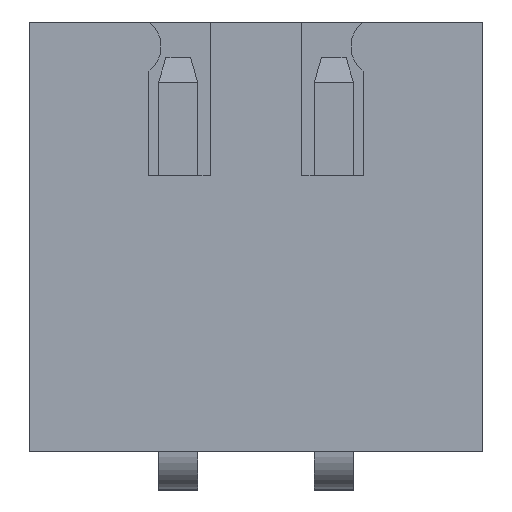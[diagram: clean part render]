
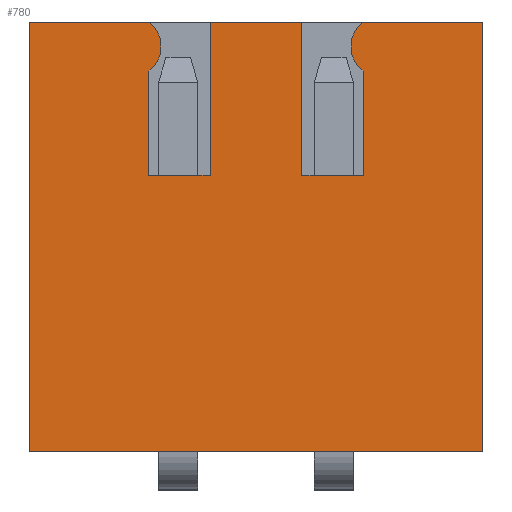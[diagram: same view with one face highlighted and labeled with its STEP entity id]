
A CAD part, top view. The second image highlights one B-rep face of the part: STEP entity #780.
In plain terms, the highlighted planar face has unit normal (0, 0, 1).
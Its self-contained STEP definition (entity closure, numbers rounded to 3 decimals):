
#240 = VERTEX_POINT('',#241);
#241 = CARTESIAN_POINT('',(1.75,7.3,5.75));
#247 = EDGE_CURVE('',#248,#240,#250,.T.);
#248 = VERTEX_POINT('',#249);
#249 = CARTESIAN_POINT('',(3.7,7.3,5.75));
#250 = LINE('',#251,#252);
#251 = CARTESIAN_POINT('',(-1.6,7.3,5.75));
#252 = VECTOR('',#253,1.);
#253 = DIRECTION('',(-1.,0.,0.));
#278 = EDGE_CURVE('',#240,#279,#281,.T.);
#279 = VERTEX_POINT('',#280);
#280 = CARTESIAN_POINT('',(1.75,6.5,5.75));
#281 = CIRCLE('',#282,0.5);
#282 = AXIS2_PLACEMENT_3D('',#283,#284,#285);
#283 = CARTESIAN_POINT('',(2.05,6.9,5.75));
#284 = DIRECTION('',(0.,0.,1.));
#285 = DIRECTION('',(1.,0.,0.));
#303 = EDGE_CURVE('',#304,#279,#306,.T.);
#304 = VERTEX_POINT('',#305);
#305 = CARTESIAN_POINT('',(1.75,4.8,5.75));
#306 = LINE('',#307,#308);
#307 = CARTESIAN_POINT('',(1.75,4.8,5.75));
#308 = VECTOR('',#309,1.);
#309 = DIRECTION('',(0.,1.,0.));
#327 = EDGE_CURVE('',#328,#304,#330,.T.);
#328 = VERTEX_POINT('',#329);
#329 = CARTESIAN_POINT('',(0.75,4.8,5.75));
#330 = LINE('',#331,#332);
#331 = CARTESIAN_POINT('',(0.75,4.8,5.75));
#332 = VECTOR('',#333,1.);
#333 = DIRECTION('',(1.,0.,0.));
#351 = EDGE_CURVE('',#352,#328,#354,.T.);
#352 = VERTEX_POINT('',#353);
#353 = CARTESIAN_POINT('',(0.75,7.3,5.75));
#354 = LINE('',#355,#356);
#355 = CARTESIAN_POINT('',(0.75,7.3,5.75));
#356 = VECTOR('',#357,1.);
#357 = DIRECTION('',(0.,-1.,0.));
#377 = VERTEX_POINT('',#378);
#378 = CARTESIAN_POINT('',(-0.75,7.3,5.75));
#384 = EDGE_CURVE('',#352,#377,#385,.T.);
#385 = LINE('',#386,#387);
#386 = CARTESIAN_POINT('',(-1.6,7.3,5.75));
#387 = VECTOR('',#388,1.);
#388 = DIRECTION('',(-1.,0.,0.));
#399 = EDGE_CURVE('',#400,#377,#402,.T.);
#400 = VERTEX_POINT('',#401);
#401 = CARTESIAN_POINT('',(-0.75,4.8,5.75));
#402 = LINE('',#403,#404);
#403 = CARTESIAN_POINT('',(-0.75,4.8,5.75));
#404 = VECTOR('',#405,1.);
#405 = DIRECTION('',(0.,1.,0.));
#423 = EDGE_CURVE('',#424,#400,#426,.T.);
#424 = VERTEX_POINT('',#425);
#425 = CARTESIAN_POINT('',(-1.75,4.8,5.75));
#426 = LINE('',#427,#428);
#427 = CARTESIAN_POINT('',(-1.75,4.8,5.75));
#428 = VECTOR('',#429,1.);
#429 = DIRECTION('',(1.,0.,0.));
#447 = EDGE_CURVE('',#424,#448,#450,.T.);
#448 = VERTEX_POINT('',#449);
#449 = CARTESIAN_POINT('',(-1.75,6.5,5.75));
#450 = LINE('',#451,#452);
#451 = CARTESIAN_POINT('',(-1.75,4.8,5.75));
#452 = VECTOR('',#453,1.);
#453 = DIRECTION('',(0.,1.,0.));
#471 = EDGE_CURVE('',#448,#472,#474,.T.);
#472 = VERTEX_POINT('',#473);
#473 = CARTESIAN_POINT('',(-1.75,7.3,5.75));
#474 = CIRCLE('',#475,0.5);
#475 = AXIS2_PLACEMENT_3D('',#476,#477,#478);
#476 = CARTESIAN_POINT('',(-2.05,6.9,5.75));
#477 = DIRECTION('',(0.,0.,1.));
#478 = DIRECTION('',(1.,0.,0.));
#514 = VERTEX_POINT('',#515);
#515 = CARTESIAN_POINT('',(-3.7,7.3,5.75));
#521 = EDGE_CURVE('',#472,#514,#522,.T.);
#522 = LINE('',#523,#524);
#523 = CARTESIAN_POINT('',(-1.6,7.3,5.75));
#524 = VECTOR('',#525,1.);
#525 = DIRECTION('',(-1.,0.,0.));
#757 = VERTEX_POINT('',#758);
#758 = CARTESIAN_POINT('',(3.7,0.3,5.75));
#764 = EDGE_CURVE('',#757,#248,#765,.T.);
#765 = LINE('',#766,#767);
#766 = CARTESIAN_POINT('',(3.7,0.8,5.75));
#767 = VECTOR('',#768,1.);
#768 = DIRECTION('',(0.,1.,0.));
#780 = ADVANCED_FACE('',(#781),#809,.F.);
#781 = FACE_BOUND('',#782,.F.);
#782 = EDGE_LOOP('',(#783,#791,#792,#793,#794,#795,#796,#797,#798,#799,
    #800,#801,#802,#803));
#783 = ORIENTED_EDGE('',*,*,#784,.F.);
#784 = EDGE_CURVE('',#514,#785,#787,.T.);
#785 = VERTEX_POINT('',#786);
#786 = CARTESIAN_POINT('',(-3.7,0.3,5.75));
#787 = LINE('',#788,#789);
#788 = CARTESIAN_POINT('',(-3.7,0.8,5.75));
#789 = VECTOR('',#790,1.);
#790 = DIRECTION('',(0.,-1.,0.));
#791 = ORIENTED_EDGE('',*,*,#521,.F.);
#792 = ORIENTED_EDGE('',*,*,#471,.F.);
#793 = ORIENTED_EDGE('',*,*,#447,.F.);
#794 = ORIENTED_EDGE('',*,*,#423,.T.);
#795 = ORIENTED_EDGE('',*,*,#399,.T.);
#796 = ORIENTED_EDGE('',*,*,#384,.F.);
#797 = ORIENTED_EDGE('',*,*,#351,.T.);
#798 = ORIENTED_EDGE('',*,*,#327,.T.);
#799 = ORIENTED_EDGE('',*,*,#303,.T.);
#800 = ORIENTED_EDGE('',*,*,#278,.F.);
#801 = ORIENTED_EDGE('',*,*,#247,.F.);
#802 = ORIENTED_EDGE('',*,*,#764,.F.);
#803 = ORIENTED_EDGE('',*,*,#804,.F.);
#804 = EDGE_CURVE('',#785,#757,#805,.T.);
#805 = LINE('',#806,#807);
#806 = CARTESIAN_POINT('',(-1.6,0.3,5.75));
#807 = VECTOR('',#808,1.);
#808 = DIRECTION('',(1.,0.,0.));
#809 = PLANE('',#810);
#810 = AXIS2_PLACEMENT_3D('',#811,#812,#813);
#811 = CARTESIAN_POINT('',(-3.2,0.8,5.75));
#812 = DIRECTION('',(0.,0.,-1.));
#813 = DIRECTION('',(1.,0.,0.));
